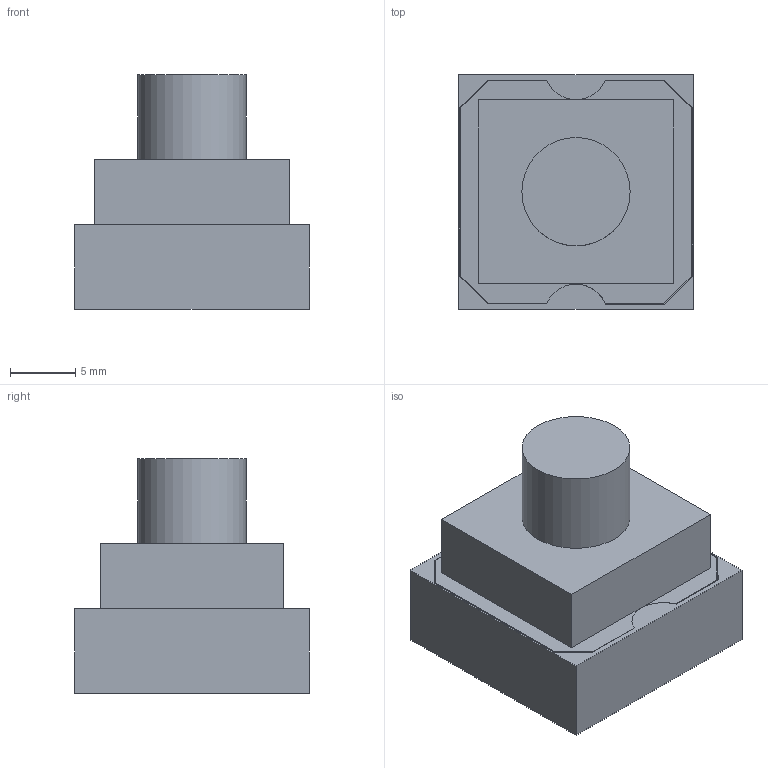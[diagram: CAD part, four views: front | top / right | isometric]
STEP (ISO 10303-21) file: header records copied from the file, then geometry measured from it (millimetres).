
FILE_DESCRIPTION(('FreeCAD Model'),'2;1');
FILE_NAME('Open CASCADE Shape Model','2025-01-16T20:27:59',('Author'),( ''),'Open CASCADE STEP processor 7.8','FreeCAD','Unknown');
FILE_SCHEMA(('AUTOMOTIVE_DESIGN { 1 0 10303 214 1 1 1 1 }'));
Length unit declared in the file: millimetre
Products named in the file (3): niz_switch; Socket; Part
Assembly tree (2 placements, depth 2):
  niz_switch
    Socket
    Part
Bounding box: 18 x 18 x 18 mm (x, y, z)
Volume: 3429.8 mm3; surface area: 2699.4 mm2
Topology: 2 solids, 2 shells, 52 faces, 135 edges, 90 vertices
Faces by surface type: plane 43, cylinder 9
Full cylindrical faces by diameter (mm): 8.3 x1
Entity records: 1647 total; most frequent: CARTESIAN_POINT 280, ORIENTED_EDGE 270, DIRECTION 263, EDGE_CURVE 135, LINE 117, VECTOR 117, VERTEX_POINT 90, AXIS2_PLACEMENT_3D 73
